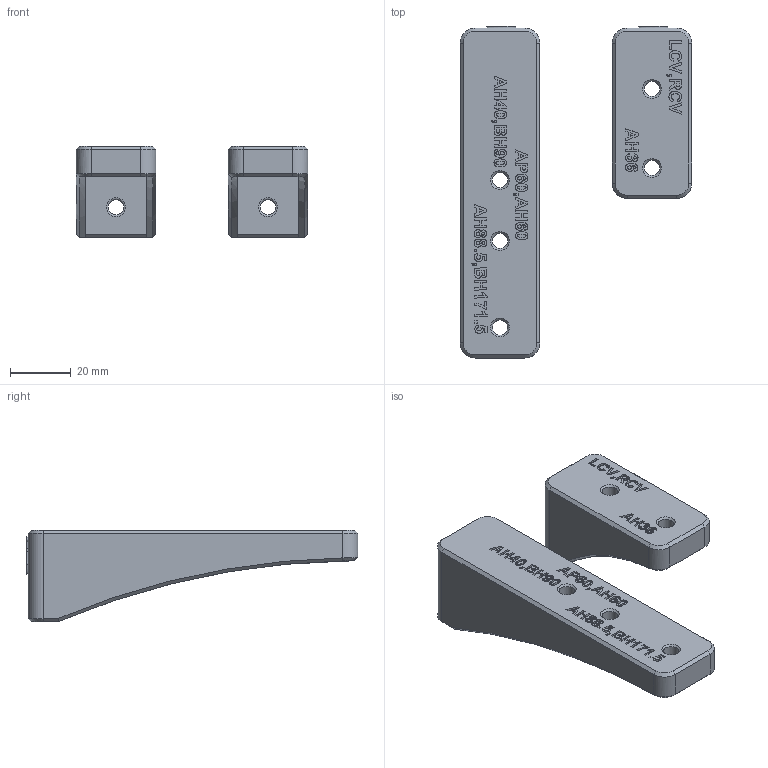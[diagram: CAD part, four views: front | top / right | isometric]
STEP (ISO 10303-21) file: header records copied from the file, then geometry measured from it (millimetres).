
FILE_DESCRIPTION(/* description */ (''),/* implementation_level */ '2;1');
FILE_NAME(/* name */ 'Drill Tap Jigs v4.step',/* time_stamp */ '2021-05-07T14:57:43-07:00',/* author */ (''),/* organization */ (''),/* preprocessor_version */ 'ST-DEVELOPER v18.1',/* originating_system */ 'Autodesk Translation Framework v10.6.0.1341',/* authorisation */ '');
FILE_SCHEMA (('AUTOMOTIVE_DESIGN { 1 0 10303 214 3 1 1 }'));
Length unit declared in the file: millimetre
Products named in the file (2): Drill Tap Jigs; Component1
Assembly tree (1 placements, depth 2):
  Drill Tap Jigs
    Component1
Bounding box: 76.2 x 109.18 x 30 mm (x, y, z)
Volume: 56334.5 mm3; surface area: 19706.9 mm2
Topology: 2 solids, 2 shells, 887 faces, 2396 edges, 1582 vertices
Faces by surface type: bspline 453, plane 373, cone 30, cylinder 27, torus 4
Full cylindrical faces by diameter (mm): 5 x7
Entity records: 31606 total; most frequent: CARTESIAN_POINT 12298, ORIENTED_EDGE 4792, DIRECTION 2456, EDGE_CURVE 2396, VERTEX_POINT 1582, LINE 1390, VECTOR 1390, EDGE_LOOP 970
